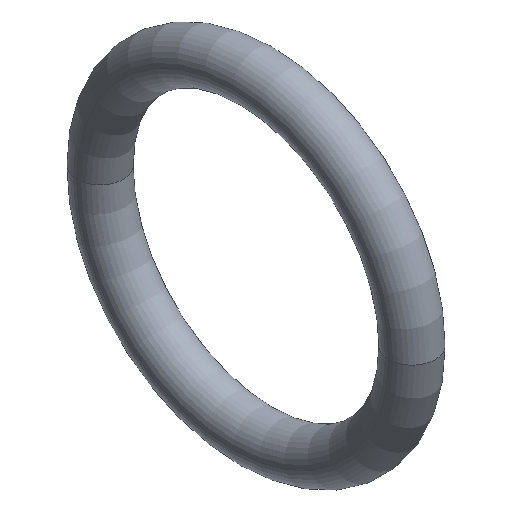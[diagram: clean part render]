
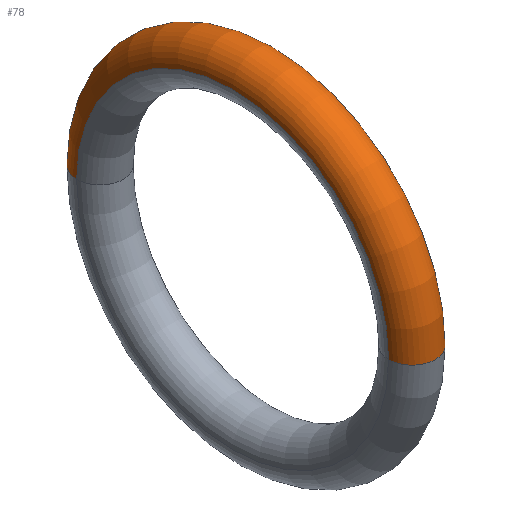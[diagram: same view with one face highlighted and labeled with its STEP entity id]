
A CAD part, isometric view. The second image highlights one B-rep face of the part: STEP entity #78.
In plain terms, the highlighted toroidal (fillet/blend) face has major radius 50 mm and minor radius 7.5 mm.
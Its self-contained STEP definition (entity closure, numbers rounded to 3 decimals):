
#6=CARTESIAN_POINT('',(0.,50.,0.));
#7=DIRECTION('',(0.,0.,1.));
#8=DIRECTION('',(1.,0.,0.));
#9=AXIS2_PLACEMENT_3D('',#6,#7,#8);
#11=CARTESIAN_POINT('',(7.5,0.,0.));
#12=DIRECTION('',(1.,0.,0.));
#13=DIRECTION('',(0.,1.,0.));
#14=AXIS2_PLACEMENT_3D('',#11,#12,#13);
#16=CARTESIAN_POINT('',(0.,-50.,0.));
#17=DIRECTION('',(0.,0.,-1.));
#18=DIRECTION('',(1.,0.,0.));
#19=AXIS2_PLACEMENT_3D('',#16,#17,#18);
#26=CARTESIAN_POINT('',(-7.5,0.,0.));
#27=DIRECTION('',(1.,0.,0.));
#28=DIRECTION('',(0.,1.,0.));
#29=AXIS2_PLACEMENT_3D('',#26,#27,#28);
#41=CARTESIAN_POINT('',(7.5,50.,0.));
#42=CARTESIAN_POINT('',(-7.5,50.,0.));
#43=VERTEX_POINT('',#41);
#44=VERTEX_POINT('',#42);
#45=CARTESIAN_POINT('',(7.5,-50.,0.));
#46=CARTESIAN_POINT('',(-7.5,-50.,0.));
#47=VERTEX_POINT('',#45);
#48=VERTEX_POINT('',#46);
#65=CARTESIAN_POINT('',(0.,0.,0.));
#66=DIRECTION('',(-1.,0.,0.));
#67=DIRECTION('',(0.,1.,0.));
#68=AXIS2_PLACEMENT_3D('',#65,#66,#67);
#69=TOROIDAL_SURFACE('',#68,50.,7.5);
#70=ORIENTED_EDGE('',*,*,#54,.F.);
#72=ORIENTED_EDGE('',*,*,#71,.T.);
#73=ORIENTED_EDGE('',*,*,#58,.T.);
#75=ORIENTED_EDGE('',*,*,#74,.F.);
#76=EDGE_LOOP('',(#70,#72,#73,#75));
#77=FACE_OUTER_BOUND('',#76,.F.);
#78=ADVANCED_FACE('',(#77),#69,.T.);
#10=CIRCLE('',#9,7.5);
#15=CIRCLE('',#14,50.);
#20=CIRCLE('',#19,7.5);
#30=CIRCLE('',#29,50.);
#54=EDGE_CURVE('',#43,#44,#10,.T.);
#58=EDGE_CURVE('',#47,#48,#20,.T.);
#71=EDGE_CURVE('',#43,#47,#15,.T.);
#74=EDGE_CURVE('',#44,#48,#30,.T.);
